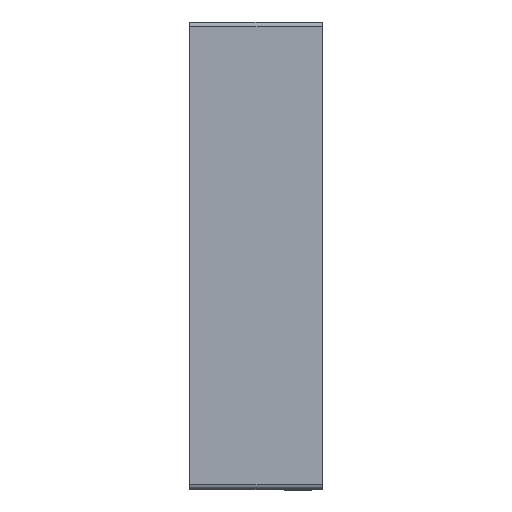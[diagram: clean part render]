
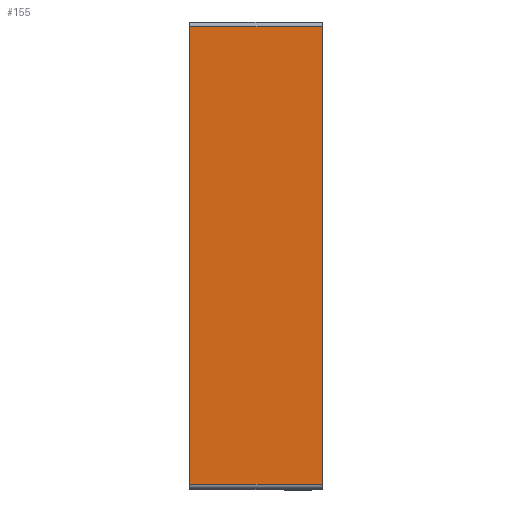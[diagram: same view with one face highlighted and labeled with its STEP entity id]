
A CAD part, top view. The second image highlights one B-rep face of the part: STEP entity #155.
In plain terms, the highlighted planar face has unit normal (0, 0, 1).
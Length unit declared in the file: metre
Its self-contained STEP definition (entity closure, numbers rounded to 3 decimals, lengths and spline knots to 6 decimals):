
#155 = ADVANCED_FACE( '', ( #329 ), #330, .F. );
#329 = FACE_OUTER_BOUND( '', #512, .T. );
#330 = PLANE( '', #513 );
#512 = EDGE_LOOP( '', ( #1244, #1245, #1246, #1247 ) );
#513 = AXIS2_PLACEMENT_3D( '', #1248, #1249, #1250 );
#1244 = ORIENTED_EDGE( '', *, *, #1499, .F. );
#1245 = ORIENTED_EDGE( '', *, *, #1322, .T. );
#1246 = ORIENTED_EDGE( '', *, *, #1504, .T. );
#1247 = ORIENTED_EDGE( '', *, *, #1556, .T. );
#1248 = CARTESIAN_POINT( '', ( 0.005906, 0.0191, 0.020428 ) );
#1249 = DIRECTION( '', ( 0., 0., -1. ) );
#1250 = DIRECTION( '', ( -1., 0., 0. ) );
#1322 = EDGE_CURVE( '', #1580, #1584, #1586, .T. );
#1499 = EDGE_CURVE( '', #1580, #1881, #1896, .T. );
#1504 = EDGE_CURVE( '', #1584, #1903, #1905, .T. );
#1556 = EDGE_CURVE( '', #1903, #1881, #1981, .F. );
#1580 = VERTEX_POINT( '', #2010 );
#1584 = VERTEX_POINT( '', #2015 );
#1586 = LINE( '', #2017, #2018 );
#1881 = VERTEX_POINT( '', #2456 );
#1896 = LINE( '', #2476, #2477 );
#1903 = VERTEX_POINT( '', #2486 );
#1905 = LINE( '', #2488, #2489 );
#1981 = LINE( '', #2608, #2609 );
#2010 = CARTESIAN_POINT( '', ( 0.011306, 0.01885, 0.020428 ) );
#2015 = CARTESIAN_POINT( '', ( 0.005906, 0.01885, 0.020428 ) );
#2017 = CARTESIAN_POINT( '', ( 0.005906, 0.01885, 0.020428 ) );
#2018 = VECTOR( '', #2654, 1. );
#2456 = CARTESIAN_POINT( '', ( 0.011306, 0.00025, 0.020428 ) );
#2476 = CARTESIAN_POINT( '', ( 0.011306, 0.0191, 0.020428 ) );
#2477 = VECTOR( '', #2887, 1. );
#2486 = CARTESIAN_POINT( '', ( 0.005906, 0.00025, 0.020428 ) );
#2488 = CARTESIAN_POINT( '', ( 0.005906, 0.0191, 0.020428 ) );
#2489 = VECTOR( '', #2896, 1. );
#2608 = CARTESIAN_POINT( '', ( 0.011306, 0.00025, 0.020428 ) );
#2609 = VECTOR( '', #2964, 1. );
#2654 = DIRECTION( '', ( -1., 0., 0. ) );
#2887 = DIRECTION( '', ( 0., -1., 0. ) );
#2896 = DIRECTION( '', ( 0., -1., 0. ) );
#2964 = DIRECTION( '', ( -1., 0., 0. ) );
